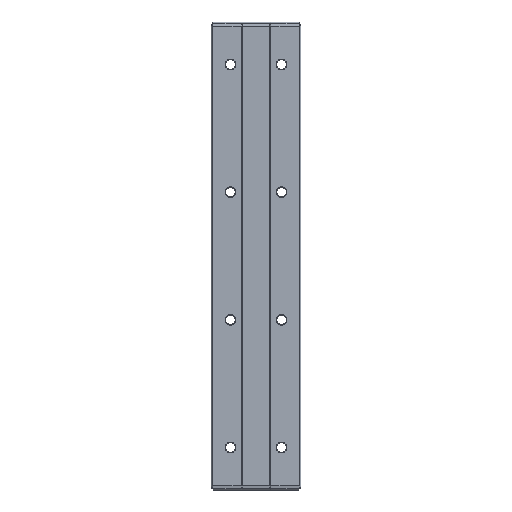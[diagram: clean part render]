
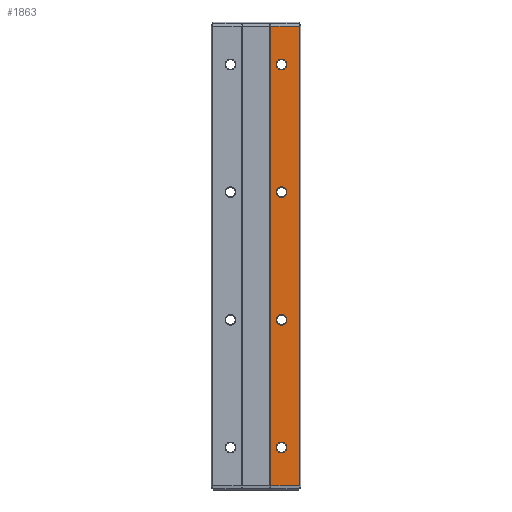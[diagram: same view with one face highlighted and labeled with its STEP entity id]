
A CAD part, front view. The second image highlights one B-rep face of the part: STEP entity #1863.
In plain terms, the highlighted planar face has unit normal (0, -1, 0).
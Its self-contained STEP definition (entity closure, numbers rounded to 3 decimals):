
#13 = DIRECTION ( 'NONE',  ( 0., 1., 0. ) ) ;
#14 = DIRECTION ( 'NONE',  ( 0., 0., 1. ) ) ;
#28 = CARTESIAN_POINT ( 'NONE',  ( 12., 0., 200. ) ) ;
#408 = CARTESIAN_POINT ( 'NONE',  ( 20.4, 0., 2. ) ) ;
#439 = CARTESIAN_POINT ( 'NONE',  ( 12., 0., 17.5 ) ) ;
#459 = CARTESIAN_POINT ( 'NONE',  ( 6.974, 0., 218. ) ) ;
#466 = CARTESIAN_POINT ( 'NONE',  ( 12., 0., 22.5 ) ) ;
#474 = CARTESIAN_POINT ( 'NONE',  ( 6.974, 0., 2. ) ) ;
#479 = CARTESIAN_POINT ( 'NONE',  ( 12., 0., 197.5 ) ) ;
#486 = CARTESIAN_POINT ( 'NONE',  ( 20.4, 0., 218. ) ) ;
#496 = CARTESIAN_POINT ( 'NONE',  ( 12., 0., 202.5 ) ) ;
#499 = CARTESIAN_POINT ( 'NONE',  ( 12., 0., 137.5 ) ) ;
#505 = CARTESIAN_POINT ( 'NONE',  ( 12., 0., 77.5 ) ) ;
#525 = CARTESIAN_POINT ( 'NONE',  ( 12., 0., 142.5 ) ) ;
#562 = CARTESIAN_POINT ( 'NONE',  ( 12., 0., 82.5 ) ) ;
#911 = DIRECTION ( 'NONE',  ( 0., 1., 0. ) ) ;
#1061 = VERTEX_POINT ( 'NONE', #408 ) ;
#1106 = VERTEX_POINT ( 'NONE', #486 ) ;
#1130 = VERTEX_POINT ( 'NONE', #439 ) ;
#1139 = VERTEX_POINT ( 'NONE', #474 ) ;
#1143 = VERTEX_POINT ( 'NONE', #479 ) ;
#1147 = VERTEX_POINT ( 'NONE', #466 ) ;
#1150 = VERTEX_POINT ( 'NONE', #496 ) ;
#1153 = VERTEX_POINT ( 'NONE', #499 ) ;
#1156 = VERTEX_POINT ( 'NONE', #459 ) ;
#1165 = VERTEX_POINT ( 'NONE', #505 ) ;
#1168 = VERTEX_POINT ( 'NONE', #525 ) ;
#1178 = VERTEX_POINT ( 'NONE', #562 ) ;
#1582 = EDGE_CURVE ( 'NONE', #1153, #1168, #2383, .T. ) ;
#1608 = EDGE_CURVE ( 'NONE', #1143, #1150, #2447, .T. ) ;
#1637 = EDGE_CURVE ( 'NONE', #1130, #1147, #2488, .T. ) ;
#1667 = EDGE_CURVE ( 'NONE', #1165, #1178, #2541, .T. ) ;
#1687 = EDGE_CURVE ( 'NONE', #1156, #1139, #2500, .T. ) ;
#1702 = EDGE_CURVE ( 'NONE', #1106, #1061, #2562, .T. ) ;
#1715 = EDGE_CURVE ( 'NONE', #1147, #1130, #2600, .T. ) ;
#1721 = EDGE_CURVE ( 'NONE', #1178, #1165, #2596, .T. ) ;
#1725 = EDGE_CURVE ( 'NONE', #1150, #1143, #2603, .T. ) ;
#1737 = EDGE_CURVE ( 'NONE', #1139, #1061, #2590, .T. ) ;
#1742 = EDGE_CURVE ( 'NONE', #1106, #1156, #2610, .T. ) ;
#1782 = EDGE_CURVE ( 'NONE', #1168, #1153, #4963, .T. ) ;
#1863 = ADVANCED_FACE ( 'NONE', ( #5085, #5102, #5103, #5094, #5135 ), #4649, .F. ) ;
#2383 = CIRCLE ( 'NONE', #3309, 2.5 ) ;
#2447 = CIRCLE ( 'NONE', #3383, 2.5 ) ;
#2488 = CIRCLE ( 'NONE', #3369, 2.5 ) ;
#2500 = LINE ( 'NONE', #4129, #2506 ) ;
#2506 = VECTOR ( 'NONE', #4162, 1000. ) ;
#2541 = CIRCLE ( 'NONE', #3353, 2.5 ) ;
#2562 = LINE ( 'NONE', #4173, #2563 ) ;
#2563 = VECTOR ( 'NONE', #4164, 1000. ) ;
#2590 = LINE ( 'NONE', #4298, #2593 ) ;
#2593 = VECTOR ( 'NONE', #4290, 1000. ) ;
#2596 = CIRCLE ( 'NONE', #3358, 2.5 ) ;
#2600 = CIRCLE ( 'NONE', #3355, 2.5 ) ;
#2603 = CIRCLE ( 'NONE', #3413, 2.5 ) ;
#2610 = LINE ( 'NONE', #4324, #2613 ) ;
#2613 = VECTOR ( 'NONE', #4303, 1000. ) ;
#2861 = EDGE_LOOP ( 'NONE', ( #5591, #5608 ) ) ;
#2909 = EDGE_LOOP ( 'NONE', ( #5588, #5589, #5586, #5624 ) ) ;
#2914 = EDGE_LOOP ( 'NONE', ( #5579, #5617 ) ) ;
#2925 = EDGE_LOOP ( 'NONE', ( #5574, #5613 ) ) ;
#2928 = EDGE_LOOP ( 'NONE', ( #5631, #5622 ) ) ;
#3180 = CARTESIAN_POINT ( 'NONE',  ( 12., 0., 20. ) ) ;
#3256 = DIRECTION ( 'NONE',  ( 0., 0., 1. ) ) ;
#3261 = CARTESIAN_POINT ( 'NONE',  ( 12., 0., 140. ) ) ;
#3262 = DIRECTION ( 'NONE',  ( 0., 1., 0. ) ) ;
#3264 = DIRECTION ( 'NONE',  ( 0., 0., 1. ) ) ;
#3309 = AXIS2_PLACEMENT_3D ( 'NONE', #3261, #3262, #3264 ) ;
#3353 = AXIS2_PLACEMENT_3D ( 'NONE', #4093, #4116, #4079 ) ;
#3355 = AXIS2_PLACEMENT_3D ( 'NONE', #4225, #4212, #4224 ) ;
#3358 = AXIS2_PLACEMENT_3D ( 'NONE', #4285, #4258, #4280 ) ;
#3369 = AXIS2_PLACEMENT_3D ( 'NONE', #3180, #911, #3256 ) ;
#3383 = AXIS2_PLACEMENT_3D ( 'NONE', #28, #13, #14 ) ;
#3396 = AXIS2_PLACEMENT_3D ( 'NONE', #4440, #4456, #4455 ) ;
#3413 = AXIS2_PLACEMENT_3D ( 'NONE', #4254, #4264, #4270 ) ;
#3471 = AXIS2_PLACEMENT_3D ( 'NONE', #4667, #4650, #4659 ) ;
#4079 = DIRECTION ( 'NONE',  ( 0., 0., 1. ) ) ;
#4093 = CARTESIAN_POINT ( 'NONE',  ( 12., 0., 80. ) ) ;
#4116 = DIRECTION ( 'NONE',  ( 0., 1., 0. ) ) ;
#4129 = CARTESIAN_POINT ( 'NONE',  ( 6.974, 0., 220. ) ) ;
#4162 = DIRECTION ( 'NONE',  ( 0., 0., -1. ) ) ;
#4164 = DIRECTION ( 'NONE',  ( 0., 0., -1. ) ) ;
#4173 = CARTESIAN_POINT ( 'NONE',  ( 20.4, 0., 220. ) ) ;
#4212 = DIRECTION ( 'NONE',  ( 0., 1., 0. ) ) ;
#4224 = DIRECTION ( 'NONE',  ( 0., 0., 1. ) ) ;
#4225 = CARTESIAN_POINT ( 'NONE',  ( 12., 0., 20. ) ) ;
#4254 = CARTESIAN_POINT ( 'NONE',  ( 12., 0., 200. ) ) ;
#4258 = DIRECTION ( 'NONE',  ( 0., 1., 0. ) ) ;
#4264 = DIRECTION ( 'NONE',  ( 0., 1., 0. ) ) ;
#4270 = DIRECTION ( 'NONE',  ( 0., 0., 1. ) ) ;
#4280 = DIRECTION ( 'NONE',  ( 0., 0., 1. ) ) ;
#4285 = CARTESIAN_POINT ( 'NONE',  ( 12., 0., 80. ) ) ;
#4290 = DIRECTION ( 'NONE',  ( 1., 0., 0. ) ) ;
#4298 = CARTESIAN_POINT ( 'NONE',  ( 6.974, 0., 2. ) ) ;
#4303 = DIRECTION ( 'NONE',  ( -1., 0., 0. ) ) ;
#4324 = CARTESIAN_POINT ( 'NONE',  ( 6.974, 0., 218. ) ) ;
#4440 = CARTESIAN_POINT ( 'NONE',  ( 12., 0., 140. ) ) ;
#4455 = DIRECTION ( 'NONE',  ( 0., 0., 1. ) ) ;
#4456 = DIRECTION ( 'NONE',  ( 0., 1., 0. ) ) ;
#4649 = PLANE ( 'NONE',  #3471 ) ;
#4650 = DIRECTION ( 'NONE',  ( 0., 1., 0. ) ) ;
#4659 = DIRECTION ( 'NONE',  ( 0., 0., 1. ) ) ;
#4667 = CARTESIAN_POINT ( 'NONE',  ( 6.974, 0., 220. ) ) ;
#4963 = CIRCLE ( 'NONE', #3396, 2.5 ) ;
#5085 = FACE_BOUND ( 'NONE', #2861, .T. ) ;
#5094 = FACE_BOUND ( 'NONE', #2925, .T. ) ;
#5102 = FACE_BOUND ( 'NONE', #2914, .T. ) ;
#5103 = FACE_OUTER_BOUND ( 'NONE', #2909, .T. ) ;
#5135 = FACE_BOUND ( 'NONE', #2928, .T. ) ;
#5574 = ORIENTED_EDGE ( 'NONE', *, *, #1582, .T. ) ;
#5579 = ORIENTED_EDGE ( 'NONE', *, *, #1637, .T. ) ;
#5586 = ORIENTED_EDGE ( 'NONE', *, *, #1702, .F. ) ;
#5588 = ORIENTED_EDGE ( 'NONE', *, *, #1687, .T. ) ;
#5589 = ORIENTED_EDGE ( 'NONE', *, *, #1737, .T. ) ;
#5591 = ORIENTED_EDGE ( 'NONE', *, *, #1667, .T. ) ;
#5608 = ORIENTED_EDGE ( 'NONE', *, *, #1721, .T. ) ;
#5613 = ORIENTED_EDGE ( 'NONE', *, *, #1782, .T. ) ;
#5617 = ORIENTED_EDGE ( 'NONE', *, *, #1715, .T. ) ;
#5622 = ORIENTED_EDGE ( 'NONE', *, *, #1725, .T. ) ;
#5624 = ORIENTED_EDGE ( 'NONE', *, *, #1742, .T. ) ;
#5631 = ORIENTED_EDGE ( 'NONE', *, *, #1608, .T. ) ;
